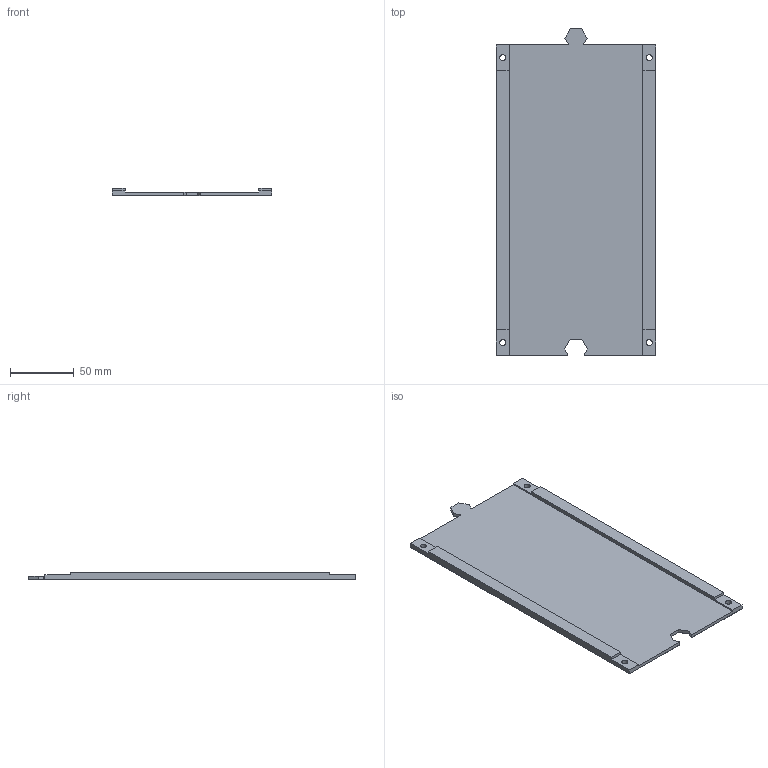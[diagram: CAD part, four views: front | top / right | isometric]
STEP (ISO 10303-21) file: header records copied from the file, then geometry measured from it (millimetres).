
FILE_DESCRIPTION(/* description */ (''),/* implementation_level */ '2;1');
FILE_NAME(/* name */ 'Rear middle.step',/* time_stamp */ '2024-04-29T10:44:21+01:00',/* author */ (''),/* organization */ (''),/* preprocessor_version */ 'ST-DEVELOPER v20',/* originating_system */ 'Autodesk Translation Framework v12.20.1.177',/* authorisation */ '');
FILE_SCHEMA (('AUTOMOTIVE_DESIGN { 1 0 10303 214 3 1 1 }'));
Length unit declared in the file: millimetre
Products named in the file (1): Filament buffer extension slots
Bounding box: 125 x 256.55 x 6.17 mm (x, y, z)
Volume: 104822.6 mm3; surface area: 66074.9 mm2
Topology: 1 solids, 1 shells, 62 faces, 156 edges, 94 vertices
Faces by surface type: plane 46, cone 8, cylinder 8
Full cylindrical faces by diameter (mm): 4.7 x4
Entity records: 1879 total; most frequent: CARTESIAN_POINT 311, ORIENTED_EDGE 308, DIRECTION 302, EDGE_CURVE 154, LINE 132, VECTOR 132, VERTEX_POINT 94, AXIS2_PLACEMENT_3D 85
